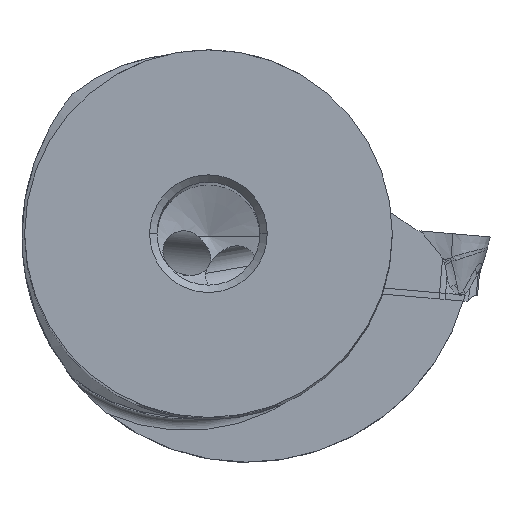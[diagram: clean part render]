
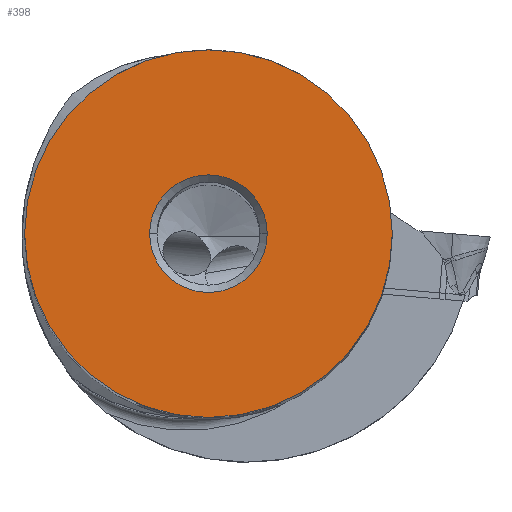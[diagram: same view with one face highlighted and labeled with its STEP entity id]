
A CAD part, top view. The second image highlights one B-rep face of the part: STEP entity #398.
In plain terms, the highlighted planar face has unit normal (0, 0, 1).
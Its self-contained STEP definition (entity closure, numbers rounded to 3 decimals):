
#43=FACE_BOUND('',#819,.T.);
#44=FACE_BOUND('',#820,.T.);
#122=PLANE('',#4039);
#398=ADVANCED_FACE('',(#43,#44),#122,.F.);
#819=EDGE_LOOP('',(#1875,#1876));
#820=EDGE_LOOP('',(#1877,#1878));
#1875=ORIENTED_EDGE('',*,*,#2903,.T.);
#1876=ORIENTED_EDGE('',*,*,#2904,.T.);
#1877=ORIENTED_EDGE('',*,*,#2902,.T.);
#1878=ORIENTED_EDGE('',*,*,#2900,.T.);
#2352=VERTEX_POINT('',#12500);
#2353=VERTEX_POINT('',#12502);
#2354=VERTEX_POINT('',#12508);
#2355=VERTEX_POINT('',#12509);
#2900=EDGE_CURVE('',#2353,#2352,#3344,.T.);
#2902=EDGE_CURVE('',#2352,#2353,#3345,.T.);
#2903=EDGE_CURVE('',#2354,#2355,#3346,.T.);
#2904=EDGE_CURVE('',#2355,#2354,#3347,.T.);
#3344=CIRCLE('',#4033,4.);
#3345=CIRCLE('',#4035,4.);
#3346=CIRCLE('',#4037,12.5);
#3347=CIRCLE('',#4038,12.5);
#4033=AXIS2_PLACEMENT_3D('',#12501,#4671,#4672);
#4035=AXIS2_PLACEMENT_3D('',#12505,#4676,#4677);
#4037=AXIS2_PLACEMENT_3D('',#12507,#4680,#4681);
#4038=AXIS2_PLACEMENT_3D('',#12510,#4682,#4683);
#4039=AXIS2_PLACEMENT_3D('',#12511,#4684,#4685);
#4671=DIRECTION('',(0.,0.,-1.));
#4672=DIRECTION('',(-1.,0.,0.));
#4676=DIRECTION('',(0.,0.,-1.));
#4677=DIRECTION('',(1.,0.,0.));
#4680=DIRECTION('',(0.,0.,1.));
#4681=DIRECTION('',(1.,0.,0.));
#4682=DIRECTION('',(0.,0.,1.));
#4683=DIRECTION('',(-1.,0.,0.));
#4684=DIRECTION('',(0.,0.,-1.));
#4685=DIRECTION('',(1.,0.,0.));
#12500=CARTESIAN_POINT('',(4.,0.,0.));
#12501=CARTESIAN_POINT('',(0.,0.,0.));
#12502=CARTESIAN_POINT('',(-4.,0.,0.));
#12505=CARTESIAN_POINT('',(0.,0.,0.));
#12507=CARTESIAN_POINT('',(0.,0.,0.));
#12508=CARTESIAN_POINT('',(12.5,0.,0.));
#12509=CARTESIAN_POINT('',(-12.5,0.,0.));
#12510=CARTESIAN_POINT('',(0.,0.,0.));
#12511=CARTESIAN_POINT('',(0.,0.,0.));
